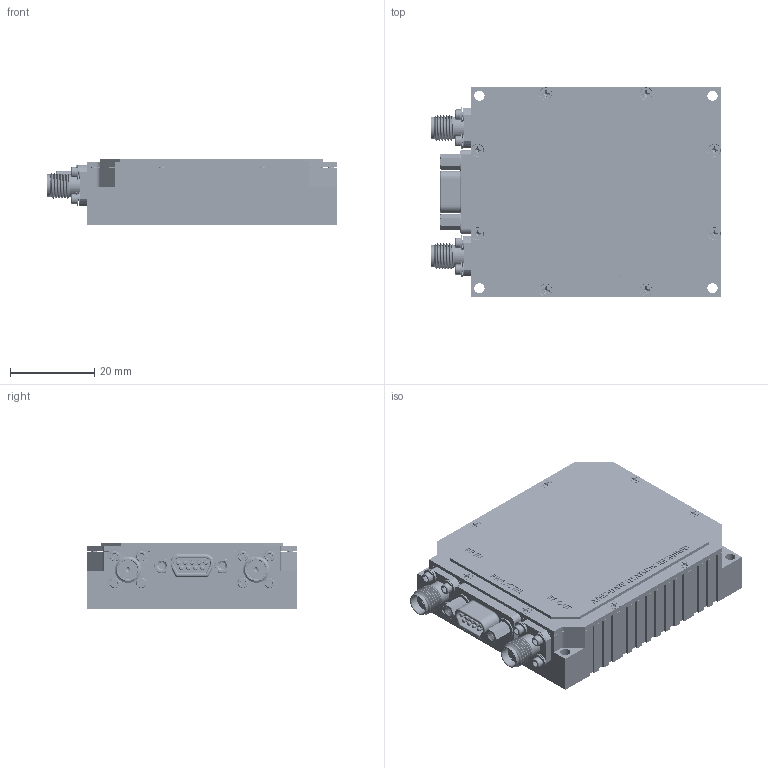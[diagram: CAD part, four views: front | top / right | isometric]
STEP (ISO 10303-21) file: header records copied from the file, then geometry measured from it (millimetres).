
FILE_DESCRIPTION (( 'STEP AP214' ), '1' );
FILE_NAME ('PE15A5084.STEP', '2020-05-26T16:54:29', ( '' ), ( '' ), 'SwSTEP 2.0', 'SolidWorks 2019', '' );
FILE_SCHEMA (( 'AUTOMOTIVE_DESIGN' ));
Length unit declared in the file: inch
Products named in the file (19): 92196A053_92196A053; MDM JACK POST LOCK_98449A500; A6037-1200; 0-80 screw sub assy; 5710-120-16_92141A001; MDM JACK POST_91075A512; PE15A5084; 92146A510_92146A510; MDM-9P; 96640A005_96640A005; B6037-1300; DELTA COAX CABLE 430 LONG
Assembly tree (49 placements, depth 3):
  PE15A5084
    A6037-1200
    B6037-1300
    MDM-9P
    DELTA COAX CABLE 430 LONG  x2
    96640A005_96640A005  x8
    0-80 screw sub assy
      92196A053_92196A053
      92146A510_92146A510
      5710-120-16_92141A001
    0-80 screw sub assy
      92196A053_92196A053
      92146A510_92146A510
      5710-120-16_92141A001
    0-80 screw sub assy
      92196A053_92196A053
      92146A510_92146A510
      5710-120-16_92141A001
    0-80 screw sub assy
      92196A053_92196A053
      92146A510_92146A510
      5710-120-16_92141A001
    0-80 screw sub assy
      92196A053_92196A053
      92146A510_92146A510
      5710-120-16_92141A001
    0-80 screw sub assy
      92196A053_92196A053
      92146A510_92146A510
      5710-120-16_92141A001
    0-80 screw sub assy
      92196A053_92196A053
      92146A510_92146A510
      5710-120-16_92141A001
    0-80 screw sub assy
      92196A053_92196A053
      92146A510_92146A510
      5710-120-16_92141A001
    MDM JACK POST_91075A512  x2
    MDM JACK POST LOCK_98449A500  x2
Bounding box: 68.94 x 49.78 x 15.82 mm (x, y, z)
Volume: 23329.1 mm3; surface area: 22830.8 mm2
Topology: 41 solids, 41 shells, 3113 faces, 8454 edges, 5511 vertices
Faces by surface type: cylinder 1281, plane 1146, cone 361, bspline 294, torus 31
Entity records: 73168 total; most frequent: CARTESIAN_POINT 30118, ORIENTED_EDGE 8984, DIRECTION 7323, EDGE_CURVE 4492, LINE 2977, VECTOR 2977, VERTEX_POINT 2958, AXIS2_PLACEMENT_3D 2173
